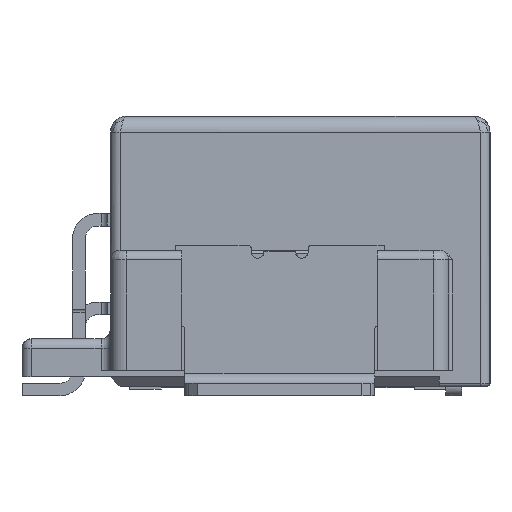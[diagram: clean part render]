
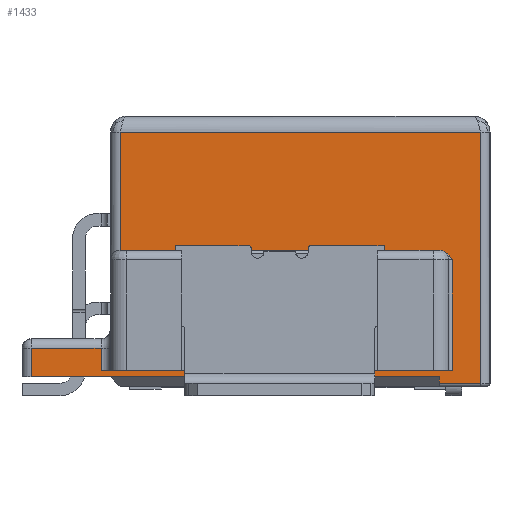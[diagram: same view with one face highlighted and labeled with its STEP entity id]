
A CAD part, left-side view. The second image highlights one B-rep face of the part: STEP entity #1433.
In plain terms, the highlighted planar face has unit normal (-1, 0, 0).
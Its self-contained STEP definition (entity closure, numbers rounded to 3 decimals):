
#311 = VERTEX_POINT('',#312);
#312 = CARTESIAN_POINT('',(-12.75,-2.805,4.22));
#321 = EDGE_CURVE('',#311,#322,#324,.T.);
#322 = VERTEX_POINT('',#323);
#323 = CARTESIAN_POINT('',(-12.75,-2.418,4.52));
#324 = B_SPLINE_CURVE_WITH_KNOTS('',3,(#325,#326,#327,#328,#329,#330,
    #331,#332,#333,#334,#335,#336,#337,#338,#339,#340,#341,#342,#343,
    #344,#345,#346,#347,#348,#349,#350,#351,#352,#353,#354,#355,#356,
    #357,#358,#359,#360,#361,#362,#363,#364),.UNSPECIFIED.,.F.,.F.,(4,3,
    3,3,3,3,3,3,3,3,3,3,3,4),(0.,0.064,0.097,
    0.129,0.193,0.257,0.29,
    0.322,0.355,0.387,0.419,
    0.452,0.484,0.516),.UNSPECIFIED.);
#325 = CARTESIAN_POINT('',(-12.75,-2.805,4.22));
#326 = CARTESIAN_POINT('',(-12.75,-2.794,4.239));
#327 = CARTESIAN_POINT('',(-12.75,-2.784,4.257));
#328 = CARTESIAN_POINT('',(-12.75,-2.772,4.275));
#329 = CARTESIAN_POINT('',(-12.75,-2.767,4.285));
#330 = CARTESIAN_POINT('',(-12.75,-2.761,4.294));
#331 = CARTESIAN_POINT('',(-12.75,-2.755,4.303));
#332 = CARTESIAN_POINT('',(-12.75,-2.75,4.312));
#333 = CARTESIAN_POINT('',(-12.75,-2.744,4.321));
#334 = CARTESIAN_POINT('',(-12.75,-2.737,4.329));
#335 = CARTESIAN_POINT('',(-12.75,-2.725,4.347));
#336 = CARTESIAN_POINT('',(-12.75,-2.712,4.364));
#337 = CARTESIAN_POINT('',(-12.75,-2.698,4.38));
#338 = CARTESIAN_POINT('',(-12.75,-2.684,4.397));
#339 = CARTESIAN_POINT('',(-12.75,-2.669,4.412));
#340 = CARTESIAN_POINT('',(-12.75,-2.653,4.426));
#341 = CARTESIAN_POINT('',(-12.75,-2.645,4.433));
#342 = CARTESIAN_POINT('',(-12.75,-2.636,4.44));
#343 = CARTESIAN_POINT('',(-12.75,-2.628,4.447));
#344 = CARTESIAN_POINT('',(-12.75,-2.619,4.453));
#345 = CARTESIAN_POINT('',(-12.75,-2.61,4.459));
#346 = CARTESIAN_POINT('',(-12.75,-2.601,4.465));
#347 = CARTESIAN_POINT('',(-12.75,-2.592,4.471));
#348 = CARTESIAN_POINT('',(-12.75,-2.583,4.476));
#349 = CARTESIAN_POINT('',(-12.75,-2.573,4.481));
#350 = CARTESIAN_POINT('',(-12.75,-2.564,4.486));
#351 = CARTESIAN_POINT('',(-12.75,-2.554,4.491));
#352 = CARTESIAN_POINT('',(-12.75,-2.544,4.495));
#353 = CARTESIAN_POINT('',(-12.75,-2.534,4.499));
#354 = CARTESIAN_POINT('',(-12.75,-2.524,4.502));
#355 = CARTESIAN_POINT('',(-12.75,-2.513,4.506));
#356 = CARTESIAN_POINT('',(-12.75,-2.503,4.509));
#357 = CARTESIAN_POINT('',(-12.75,-2.493,4.511));
#358 = CARTESIAN_POINT('',(-12.75,-2.482,4.514));
#359 = CARTESIAN_POINT('',(-12.75,-2.471,4.516));
#360 = CARTESIAN_POINT('',(-12.75,-2.461,4.517));
#361 = CARTESIAN_POINT('',(-12.75,-2.45,4.518));
#362 = CARTESIAN_POINT('',(-12.75,-2.439,4.519));
#363 = CARTESIAN_POINT('',(-12.75,-2.428,4.52));
#364 = CARTESIAN_POINT('',(-12.75,-2.418,4.52));
#1433 = ADVANCED_FACE('',(#1434),#1547,.F.);
#1434 = FACE_BOUND('',#1435,.T.);
#1435 = EDGE_LOOP('',(#1436,#1446,#1454,#1462,#1470,#1476,#1477,#1485,
    #1493,#1501,#1509,#1517,#1525,#1533,#1541));
#1436 = ORIENTED_EDGE('',*,*,#1437,.F.);
#1437 = EDGE_CURVE('',#1438,#1440,#1442,.T.);
#1438 = VERTEX_POINT('',#1439);
#1439 = CARTESIAN_POINT('',(-12.75,7.695,8.26));
#1440 = VERTEX_POINT('',#1441);
#1441 = CARTESIAN_POINT('',(-12.75,-3.705,8.26));
#1442 = LINE('',#1443,#1444);
#1443 = CARTESIAN_POINT('',(-12.75,-4.305,8.26));
#1444 = VECTOR('',#1445,1.);
#1445 = DIRECTION('',(0.,-1.,0.));
#1446 = ORIENTED_EDGE('',*,*,#1447,.T.);
#1447 = EDGE_CURVE('',#1438,#1448,#1450,.T.);
#1448 = VERTEX_POINT('',#1449);
#1449 = CARTESIAN_POINT('',(-12.75,7.695,4.52));
#1450 = LINE('',#1451,#1452);
#1451 = CARTESIAN_POINT('',(-12.75,7.695,8.26));
#1452 = VECTOR('',#1453,1.);
#1453 = DIRECTION('',(0.,0.,-1.));
#1454 = ORIENTED_EDGE('',*,*,#1455,.T.);
#1455 = EDGE_CURVE('',#1448,#1456,#1458,.T.);
#1456 = VERTEX_POINT('',#1457);
#1457 = CARTESIAN_POINT('',(-12.75,6.31,4.52));
#1458 = LINE('',#1459,#1460);
#1459 = CARTESIAN_POINT('',(-12.75,-4.305,4.52));
#1460 = VECTOR('',#1461,1.);
#1461 = DIRECTION('',(0.,-1.,0.));
#1462 = ORIENTED_EDGE('',*,*,#1463,.F.);
#1463 = EDGE_CURVE('',#1464,#1456,#1466,.T.);
#1464 = VERTEX_POINT('',#1465);
#1465 = CARTESIAN_POINT('',(-12.75,-1.02,4.52));
#1466 = LINE('',#1467,#1468);
#1467 = CARTESIAN_POINT('',(-12.75,2.645,4.52));
#1468 = VECTOR('',#1469,1.);
#1469 = DIRECTION('',(0.,1.,0.));
#1470 = ORIENTED_EDGE('',*,*,#1471,.T.);
#1471 = EDGE_CURVE('',#1464,#322,#1472,.T.);
#1472 = LINE('',#1473,#1474);
#1473 = CARTESIAN_POINT('',(-12.75,-4.305,4.52));
#1474 = VECTOR('',#1475,1.);
#1475 = DIRECTION('',(0.,-1.,0.));
#1476 = ORIENTED_EDGE('',*,*,#321,.F.);
#1477 = ORIENTED_EDGE('',*,*,#1478,.F.);
#1478 = EDGE_CURVE('',#1479,#311,#1481,.T.);
#1479 = VERTEX_POINT('',#1480);
#1480 = CARTESIAN_POINT('',(-12.75,-2.805,0.72));
#1481 = LINE('',#1482,#1483);
#1482 = CARTESIAN_POINT('',(-12.75,-2.805,-0.04));
#1483 = VECTOR('',#1484,1.);
#1484 = DIRECTION('',(0.,0.,1.));
#1485 = ORIENTED_EDGE('',*,*,#1486,.T.);
#1486 = EDGE_CURVE('',#1479,#1487,#1489,.T.);
#1487 = VERTEX_POINT('',#1488);
#1488 = CARTESIAN_POINT('',(-12.75,8.295,0.72));
#1489 = LINE('',#1490,#1491);
#1490 = CARTESIAN_POINT('',(-12.75,-2.605,0.72));
#1491 = VECTOR('',#1492,1.);
#1492 = DIRECTION('',(0.,1.,0.));
#1493 = ORIENTED_EDGE('',*,*,#1494,.F.);
#1494 = EDGE_CURVE('',#1495,#1487,#1497,.T.);
#1495 = VERTEX_POINT('',#1496);
#1496 = CARTESIAN_POINT('',(-12.75,8.295,1.42));
#1497 = LINE('',#1498,#1499);
#1498 = CARTESIAN_POINT('',(-12.75,8.295,-0.04));
#1499 = VECTOR('',#1500,1.);
#1500 = DIRECTION('',(0.,0.,-1.));
#1501 = ORIENTED_EDGE('',*,*,#1502,.T.);
#1502 = EDGE_CURVE('',#1495,#1503,#1505,.T.);
#1503 = VERTEX_POINT('',#1504);
#1504 = CARTESIAN_POINT('',(-12.75,10.495,1.42));
#1505 = LINE('',#1506,#1507);
#1506 = CARTESIAN_POINT('',(-12.75,-4.305,1.42));
#1507 = VECTOR('',#1508,1.);
#1508 = DIRECTION('',(0.,1.,0.));
#1509 = ORIENTED_EDGE('',*,*,#1510,.F.);
#1510 = EDGE_CURVE('',#1511,#1503,#1513,.T.);
#1511 = VERTEX_POINT('',#1512);
#1512 = CARTESIAN_POINT('',(-12.75,10.495,0.52));
#1513 = LINE('',#1514,#1515);
#1514 = CARTESIAN_POINT('',(-12.75,10.495,-0.04));
#1515 = VECTOR('',#1516,1.);
#1516 = DIRECTION('',(0.,0.,1.));
#1517 = ORIENTED_EDGE('',*,*,#1518,.F.);
#1518 = EDGE_CURVE('',#1519,#1511,#1521,.T.);
#1519 = VERTEX_POINT('',#1520);
#1520 = CARTESIAN_POINT('',(-12.75,-2.405,0.52));
#1521 = LINE('',#1522,#1523);
#1522 = CARTESIAN_POINT('',(-12.75,-4.305,0.52));
#1523 = VECTOR('',#1524,1.);
#1524 = DIRECTION('',(0.,1.,0.));
#1525 = ORIENTED_EDGE('',*,*,#1526,.T.);
#1526 = EDGE_CURVE('',#1519,#1527,#1529,.T.);
#1527 = VERTEX_POINT('',#1528);
#1528 = CARTESIAN_POINT('',(-12.75,-2.405,0.32));
#1529 = LINE('',#1530,#1531);
#1530 = CARTESIAN_POINT('',(-12.75,-2.405,-0.04));
#1531 = VECTOR('',#1532,1.);
#1532 = DIRECTION('',(0.,0.,-1.));
#1533 = ORIENTED_EDGE('',*,*,#1534,.F.);
#1534 = EDGE_CURVE('',#1535,#1527,#1537,.T.);
#1535 = VERTEX_POINT('',#1536);
#1536 = CARTESIAN_POINT('',(-12.75,-3.705,0.32));
#1537 = LINE('',#1538,#1539);
#1538 = CARTESIAN_POINT('',(-12.75,-3.705,0.32));
#1539 = VECTOR('',#1540,1.);
#1540 = DIRECTION('',(0.,1.,0.));
#1541 = ORIENTED_EDGE('',*,*,#1542,.T.);
#1542 = EDGE_CURVE('',#1535,#1440,#1543,.T.);
#1543 = LINE('',#1544,#1545);
#1544 = CARTESIAN_POINT('',(-12.75,-3.705,-0.04));
#1545 = VECTOR('',#1546,1.);
#1546 = DIRECTION('',(0.,0.,1.));
#1547 = PLANE('',#1548);
#1548 = AXIS2_PLACEMENT_3D('',#1549,#1550,#1551);
#1549 = CARTESIAN_POINT('',(-12.75,9.44,9.76));
#1550 = DIRECTION('',(1.,0.,0.));
#1551 = DIRECTION('',(0.,0.,-1.));
